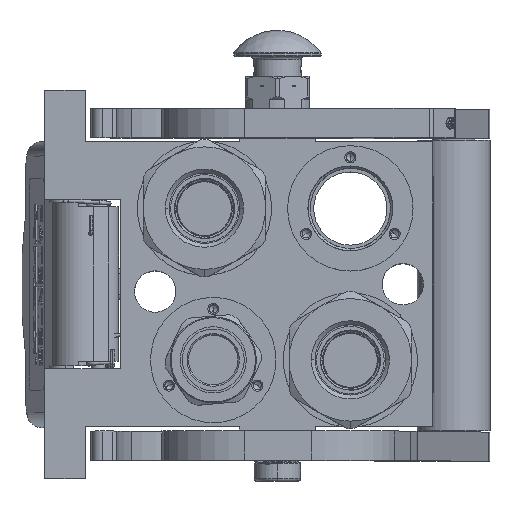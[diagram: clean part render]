
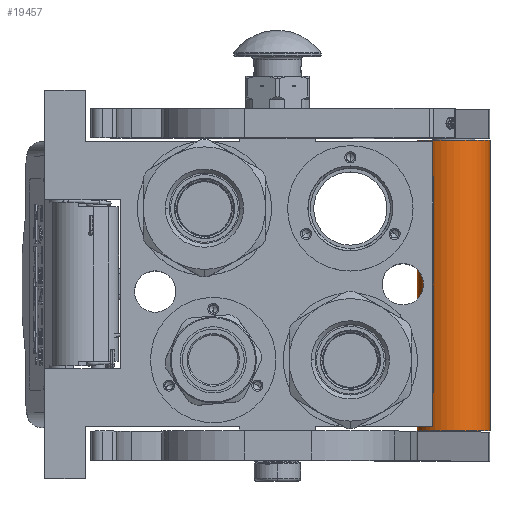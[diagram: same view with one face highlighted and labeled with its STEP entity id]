
A CAD part, top view. The second image highlights one B-rep face of the part: STEP entity #19457.
In plain terms, the highlighted cylindrical face has radius 12.5 mm (diameter 25 mm), a partial arc.
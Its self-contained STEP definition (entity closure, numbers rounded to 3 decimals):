
#721 = CARTESIAN_POINT ( 'NONE',  ( -94.25, -12.5, 0. ) ) ;
#2700 = ORIENTED_EDGE ( 'NONE', *, *, #97517, .F. ) ;
#3026 = ORIENTED_EDGE ( 'NONE', *, *, #15605, .T. ) ;
#3603 = CARTESIAN_POINT ( 'NONE',  ( -94.25, 12.5, 0. ) ) ;
#6975 = DIRECTION ( 'NONE',  ( -1., 0., 0. ) ) ;
#10863 = DIRECTION ( 'NONE',  ( -1., 0., 0. ) ) ;
#15605 = EDGE_CURVE ( 'NONE', #23627, #65367, #72406, .T. ) ;
#19457 = ADVANCED_FACE ( 'NONE', ( #49790 ), #58136, .T. ) ;
#23627 = VERTEX_POINT ( 'NONE', #120467 ) ;
#27808 = VERTEX_POINT ( 'NONE', #3603 ) ;
#30797 = ORIENTED_EDGE ( 'NONE', *, *, #106872, .T. ) ;
#32578 = DIRECTION ( 'NONE',  ( -1., 0., 0. ) ) ;
#33316 = CIRCLE ( 'NONE', #127685, 12.5 ) ;
#35125 = EDGE_LOOP ( 'NONE', ( #3026, #30797, #71419, #2700 ) ) ;
#37510 = VECTOR ( 'NONE', #6975, 1000. ) ;
#43464 = LINE ( 'NONE', #53600, #96245 ) ;
#49790 = FACE_OUTER_BOUND ( 'NONE', #35125, .T. ) ;
#53511 = DIRECTION ( 'NONE',  ( -1., 0., 0. ) ) ;
#53600 = CARTESIAN_POINT ( 'NONE',  ( 5.25, 12.5, 0. ) ) ;
#56561 = CARTESIAN_POINT ( 'NONE',  ( 5.25, -12.5, 0. ) ) ;
#57253 = AXIS2_PLACEMENT_3D ( 'NONE', #126691, #32578, #74095 ) ;
#58136 = CYLINDRICAL_SURFACE ( 'NONE', #57253, 12.5 ) ;
#65367 = VERTEX_POINT ( 'NONE', #56561 ) ;
#71419 = ORIENTED_EDGE ( 'NONE', *, *, #90817, .F. ) ;
#72406 = CIRCLE ( 'NONE', #84350, 12.5 ) ;
#73752 = CARTESIAN_POINT ( 'NONE',  ( 5.25, 0., 0. ) ) ;
#74095 = DIRECTION ( 'NONE',  ( 0., -1., 0. ) ) ;
#83487 = DIRECTION ( 'NONE',  ( 0., 1., 0. ) ) ;
#84350 = AXIS2_PLACEMENT_3D ( 'NONE', #73752, #10863, #95343 ) ;
#87021 = LINE ( 'NONE', #101150, #37510 ) ;
#89178 = VERTEX_POINT ( 'NONE', #721 ) ;
#90817 = EDGE_CURVE ( 'NONE', #27808, #89178, #33316, .T. ) ;
#95343 = DIRECTION ( 'NONE',  ( 0., 1., 0. ) ) ;
#96245 = VECTOR ( 'NONE', #97272, 1000. ) ;
#97272 = DIRECTION ( 'NONE',  ( -1., 0., 0. ) ) ;
#97517 = EDGE_CURVE ( 'NONE', #23627, #27808, #43464, .T. ) ;
#101150 = CARTESIAN_POINT ( 'NONE',  ( 5.25, -12.5, 0. ) ) ;
#106872 = EDGE_CURVE ( 'NONE', #65367, #89178, #87021, .T. ) ;
#116601 = CARTESIAN_POINT ( 'NONE',  ( -94.25, 0., 0. ) ) ;
#120467 = CARTESIAN_POINT ( 'NONE',  ( 5.25, 12.5, 0. ) ) ;
#126691 = CARTESIAN_POINT ( 'NONE',  ( 0., 0., 0. ) ) ;
#127685 = AXIS2_PLACEMENT_3D ( 'NONE', #116601, #53511, #83487 ) ;
